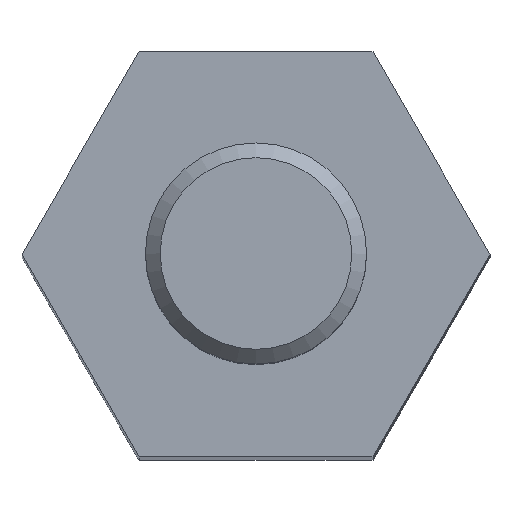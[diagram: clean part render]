
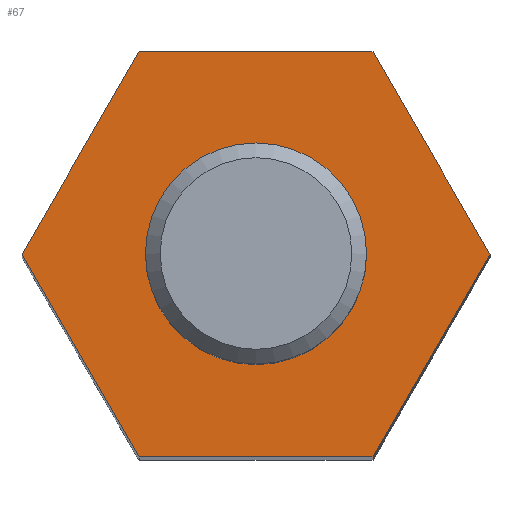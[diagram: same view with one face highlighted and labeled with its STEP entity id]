
A CAD part, top view. The second image highlights one B-rep face of the part: STEP entity #67.
In plain terms, the highlighted planar face has unit normal (0, 0, 1).
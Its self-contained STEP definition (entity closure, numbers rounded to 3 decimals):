
#67 = ADVANCED_FACE( '', ( #147, #148 ), #149, .T. );
#147 = FACE_BOUND( '', #241, .T. );
#148 = FACE_OUTER_BOUND( '', #242, .T. );
#149 = PLANE( '', #243 );
#241 = EDGE_LOOP( '', ( #359 ) );
#242 = EDGE_LOOP( '', ( #360, #361, #362, #363, #364, #365 ) );
#243 = AXIS2_PLACEMENT_3D( '', #366, #367, #368 );
#359 = ORIENTED_EDGE( '', *, *, #512, .T. );
#360 = ORIENTED_EDGE( '', *, *, #513, .T. );
#361 = ORIENTED_EDGE( '', *, *, #514, .T. );
#362 = ORIENTED_EDGE( '', *, *, #515, .T. );
#363 = ORIENTED_EDGE( '', *, *, #516, .T. );
#364 = ORIENTED_EDGE( '', *, *, #517, .T. );
#365 = ORIENTED_EDGE( '', *, *, #483, .T. );
#366 = CARTESIAN_POINT( '', ( 0., 0., 27. ) );
#367 = DIRECTION( '', ( 0., 0., 1. ) );
#368 = DIRECTION( '', ( 1., 0., 0. ) );
#483 = EDGE_CURVE( '', #553, #551, #554, .T. );
#512 = EDGE_CURVE( '', #598, #598, #599, .F. );
#513 = EDGE_CURVE( '', #551, #600, #601, .T. );
#514 = EDGE_CURVE( '', #600, #602, #603, .T. );
#515 = EDGE_CURVE( '', #602, #604, #605, .T. );
#516 = EDGE_CURVE( '', #604, #606, #607, .T. );
#517 = EDGE_CURVE( '', #606, #553, #608, .T. );
#551 = VERTEX_POINT( '', #653 );
#553 = VERTEX_POINT( '', #656 );
#554 = LINE( '', #657, #658 );
#598 = VERTEX_POINT( '', #746 );
#599 = CIRCLE( '', #747, 1.267 );
#600 = VERTEX_POINT( '', #748 );
#601 = LINE( '', #749, #750 );
#602 = VERTEX_POINT( '', #751 );
#603 = LINE( '', #752, #753 );
#604 = VERTEX_POINT( '', #754 );
#605 = LINE( '', #755, #756 );
#606 = VERTEX_POINT( '', #757 );
#607 = LINE( '', #758, #759 );
#608 = LINE( '', #760, #761 );
#653 = CARTESIAN_POINT( '', ( 1.588, 2.75, 27. ) );
#656 = CARTESIAN_POINT( '', ( 3.175, 0., 27. ) );
#657 = CARTESIAN_POINT( '', ( 3.175, 0., 27. ) );
#658 = VECTOR( '', #826, 1000. );
#746 = CARTESIAN_POINT( '', ( 1.267, 0., 27. ) );
#747 = AXIS2_PLACEMENT_3D( '', #861, #862, #863 );
#748 = CARTESIAN_POINT( '', ( -1.588, 2.75, 27. ) );
#749 = CARTESIAN_POINT( '', ( 1.588, 2.75, 27. ) );
#750 = VECTOR( '', #864, 1000. );
#751 = CARTESIAN_POINT( '', ( -3.175, 0., 27. ) );
#752 = CARTESIAN_POINT( '', ( -1.588, 2.75, 27. ) );
#753 = VECTOR( '', #865, 1000. );
#754 = CARTESIAN_POINT( '', ( -1.588, -2.75, 27. ) );
#755 = CARTESIAN_POINT( '', ( -3.175, 0., 27. ) );
#756 = VECTOR( '', #866, 1000. );
#757 = CARTESIAN_POINT( '', ( 1.588, -2.75, 27. ) );
#758 = CARTESIAN_POINT( '', ( -1.588, -2.75, 27. ) );
#759 = VECTOR( '', #867, 1000. );
#760 = CARTESIAN_POINT( '', ( 1.588, -2.75, 27. ) );
#761 = VECTOR( '', #868, 1000. );
#826 = DIRECTION( '', ( -0.5, 0.866, 0. ) );
#861 = CARTESIAN_POINT( '', ( 0., 0., 27. ) );
#862 = DIRECTION( '', ( 0., 0., 1. ) );
#863 = DIRECTION( '', ( 1., 0., 0. ) );
#864 = DIRECTION( '', ( -1., 0., 0. ) );
#865 = DIRECTION( '', ( -0.5, -0.866, 0. ) );
#866 = DIRECTION( '', ( 0.5, -0.866, 0. ) );
#867 = DIRECTION( '', ( 1., 0., 0. ) );
#868 = DIRECTION( '', ( 0.5, 0.866, 0. ) );
